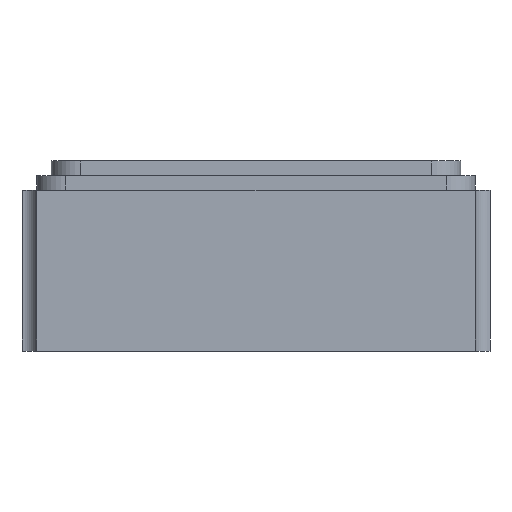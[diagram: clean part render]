
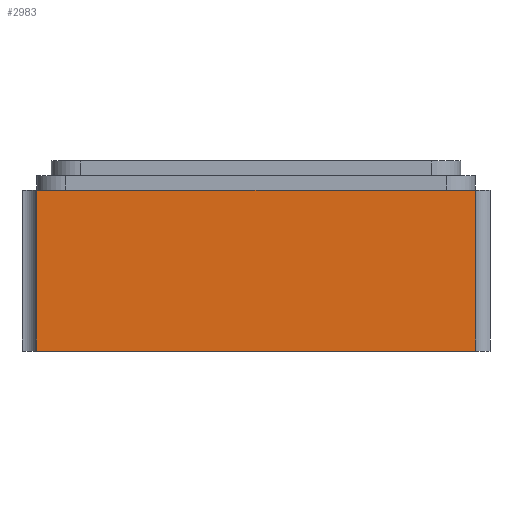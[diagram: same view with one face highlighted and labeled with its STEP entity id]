
A CAD part, front view. The second image highlights one B-rep face of the part: STEP entity #2983.
In plain terms, the highlighted planar face has unit normal (0, -1, 0).
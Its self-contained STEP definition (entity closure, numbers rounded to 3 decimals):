
#570 = PLANE('',#571);
#571 = AXIS2_PLACEMENT_3D('',#572,#573,#574);
#572 = CARTESIAN_POINT('',(0.,0.,0.));
#573 = DIRECTION('',(0.,0.,1.));
#574 = DIRECTION('',(1.,0.,0.));
#1824 = VERTEX_POINT('',#1825);
#1825 = CARTESIAN_POINT('',(-1.5,-1.25,0.));
#1844 = CYLINDRICAL_SURFACE('',#1845,0.1);
#1845 = AXIS2_PLACEMENT_3D('',#1846,#1847,#1848);
#1846 = CARTESIAN_POINT('',(-1.6,-1.25,0.));
#1847 = DIRECTION('',(0.,0.,-1.));
#1848 = DIRECTION('',(1.,0.,0.));
#1856 = EDGE_CURVE('',#1857,#1824,#1859,.T.);
#1857 = VERTEX_POINT('',#1858);
#1858 = CARTESIAN_POINT('',(1.5,-1.25,0.));
#1859 = SURFACE_CURVE('',#1860,(#1864,#1871),.PCURVE_S1.);
#1860 = LINE('',#1861,#1862);
#1861 = CARTESIAN_POINT('',(1.6,-1.25,0.));
#1862 = VECTOR('',#1863,1.);
#1863 = DIRECTION('',(-1.,0.,0.));
#1864 = PCURVE('',#570,#1865);
#1865 = DEFINITIONAL_REPRESENTATION('',(#1866),#1870);
#1866 = LINE('',#1867,#1868);
#1867 = CARTESIAN_POINT('',(1.6,-1.25));
#1868 = VECTOR('',#1869,1.);
#1869 = DIRECTION('',(-1.,0.));
#1870 = ( GEOMETRIC_REPRESENTATION_CONTEXT(2) 
PARAMETRIC_REPRESENTATION_CONTEXT() REPRESENTATION_CONTEXT('2D SPACE',''
  ) );
#1871 = PCURVE('',#1872,#1877);
#1872 = PLANE('',#1873);
#1873 = AXIS2_PLACEMENT_3D('',#1874,#1875,#1876);
#1874 = CARTESIAN_POINT('',(1.6,-1.25,0.));
#1875 = DIRECTION('',(0.,-1.,0.));
#1876 = DIRECTION('',(-1.,0.,0.));
#1877 = DEFINITIONAL_REPRESENTATION('',(#1878),#1882);
#1878 = LINE('',#1879,#1880);
#1879 = CARTESIAN_POINT('',(0.,-0.));
#1880 = VECTOR('',#1881,1.);
#1881 = DIRECTION('',(1.,0.));
#1882 = ( GEOMETRIC_REPRESENTATION_CONTEXT(2) 
PARAMETRIC_REPRESENTATION_CONTEXT() REPRESENTATION_CONTEXT('2D SPACE',''
  ) );
#1905 = CYLINDRICAL_SURFACE('',#1906,0.1);
#1906 = AXIS2_PLACEMENT_3D('',#1907,#1908,#1909);
#1907 = CARTESIAN_POINT('',(1.6,-1.25,0.));
#1908 = DIRECTION('',(0.,0.,-1.));
#1909 = DIRECTION('',(1.,0.,0.));
#2210 = PLANE('',#2211);
#2211 = AXIS2_PLACEMENT_3D('',#2212,#2213,#2214);
#2212 = CARTESIAN_POINT('',(0.,0.,1.1));
#2213 = DIRECTION('',(0.,0.,1.));
#2214 = DIRECTION('',(1.,0.,0.));
#2934 = EDGE_CURVE('',#2935,#1857,#2937,.T.);
#2935 = VERTEX_POINT('',#2936);
#2936 = CARTESIAN_POINT('',(1.5,-1.25,1.1));
#2937 = SURFACE_CURVE('',#2938,(#2942,#2949),.PCURVE_S1.);
#2938 = LINE('',#2939,#2940);
#2939 = CARTESIAN_POINT('',(1.5,-1.25,0.));
#2940 = VECTOR('',#2941,1.);
#2941 = DIRECTION('',(0.,0.,-1.));
#2942 = PCURVE('',#1905,#2943);
#2943 = DEFINITIONAL_REPRESENTATION('',(#2944),#2948);
#2944 = LINE('',#2945,#2946);
#2945 = CARTESIAN_POINT('',(3.142,0.));
#2946 = VECTOR('',#2947,1.);
#2947 = DIRECTION('',(0.,1.));
#2948 = ( GEOMETRIC_REPRESENTATION_CONTEXT(2) 
PARAMETRIC_REPRESENTATION_CONTEXT() REPRESENTATION_CONTEXT('2D SPACE',''
  ) );
#2949 = PCURVE('',#1872,#2950);
#2950 = DEFINITIONAL_REPRESENTATION('',(#2951),#2955);
#2951 = LINE('',#2952,#2953);
#2952 = CARTESIAN_POINT('',(0.1,0.));
#2953 = VECTOR('',#2954,1.);
#2954 = DIRECTION('',(0.,1.));
#2955 = ( GEOMETRIC_REPRESENTATION_CONTEXT(2) 
PARAMETRIC_REPRESENTATION_CONTEXT() REPRESENTATION_CONTEXT('2D SPACE',''
  ) );
#2983 = ADVANCED_FACE('',(#2984),#1872,.T.);
#2984 = FACE_BOUND('',#2985,.T.);
#2985 = EDGE_LOOP('',(#2986,#2987,#2988,#3011));
#2986 = ORIENTED_EDGE('',*,*,#1856,.F.);
#2987 = ORIENTED_EDGE('',*,*,#2934,.F.);
#2988 = ORIENTED_EDGE('',*,*,#2989,.T.);
#2989 = EDGE_CURVE('',#2935,#2990,#2992,.T.);
#2990 = VERTEX_POINT('',#2991);
#2991 = CARTESIAN_POINT('',(-1.5,-1.25,1.1));
#2992 = SURFACE_CURVE('',#2993,(#2997,#3004),.PCURVE_S1.);
#2993 = LINE('',#2994,#2995);
#2994 = CARTESIAN_POINT('',(1.6,-1.25,1.1));
#2995 = VECTOR('',#2996,1.);
#2996 = DIRECTION('',(-1.,0.,0.));
#2997 = PCURVE('',#1872,#2998);
#2998 = DEFINITIONAL_REPRESENTATION('',(#2999),#3003);
#2999 = LINE('',#3000,#3001);
#3000 = CARTESIAN_POINT('',(0.,-1.1));
#3001 = VECTOR('',#3002,1.);
#3002 = DIRECTION('',(1.,0.));
#3003 = ( GEOMETRIC_REPRESENTATION_CONTEXT(2) 
PARAMETRIC_REPRESENTATION_CONTEXT() REPRESENTATION_CONTEXT('2D SPACE',''
  ) );
#3004 = PCURVE('',#2210,#3005);
#3005 = DEFINITIONAL_REPRESENTATION('',(#3006),#3010);
#3006 = LINE('',#3007,#3008);
#3007 = CARTESIAN_POINT('',(1.6,-1.25));
#3008 = VECTOR('',#3009,1.);
#3009 = DIRECTION('',(-1.,0.));
#3010 = ( GEOMETRIC_REPRESENTATION_CONTEXT(2) 
PARAMETRIC_REPRESENTATION_CONTEXT() REPRESENTATION_CONTEXT('2D SPACE',''
  ) );
#3011 = ORIENTED_EDGE('',*,*,#3012,.F.);
#3012 = EDGE_CURVE('',#1824,#2990,#3013,.T.);
#3013 = SURFACE_CURVE('',#3014,(#3018,#3025),.PCURVE_S1.);
#3014 = LINE('',#3015,#3016);
#3015 = CARTESIAN_POINT('',(-1.5,-1.25,0.));
#3016 = VECTOR('',#3017,1.);
#3017 = DIRECTION('',(0.,0.,1.));
#3018 = PCURVE('',#1872,#3019);
#3019 = DEFINITIONAL_REPRESENTATION('',(#3020),#3024);
#3020 = LINE('',#3021,#3022);
#3021 = CARTESIAN_POINT('',(3.1,0.));
#3022 = VECTOR('',#3023,1.);
#3023 = DIRECTION('',(0.,-1.));
#3024 = ( GEOMETRIC_REPRESENTATION_CONTEXT(2) 
PARAMETRIC_REPRESENTATION_CONTEXT() REPRESENTATION_CONTEXT('2D SPACE',''
  ) );
#3025 = PCURVE('',#1844,#3026);
#3026 = DEFINITIONAL_REPRESENTATION('',(#3027),#3031);
#3027 = LINE('',#3028,#3029);
#3028 = CARTESIAN_POINT('',(6.283,0.));
#3029 = VECTOR('',#3030,1.);
#3030 = DIRECTION('',(0.,-1.));
#3031 = ( GEOMETRIC_REPRESENTATION_CONTEXT(2) 
PARAMETRIC_REPRESENTATION_CONTEXT() REPRESENTATION_CONTEXT('2D SPACE',''
  ) );
